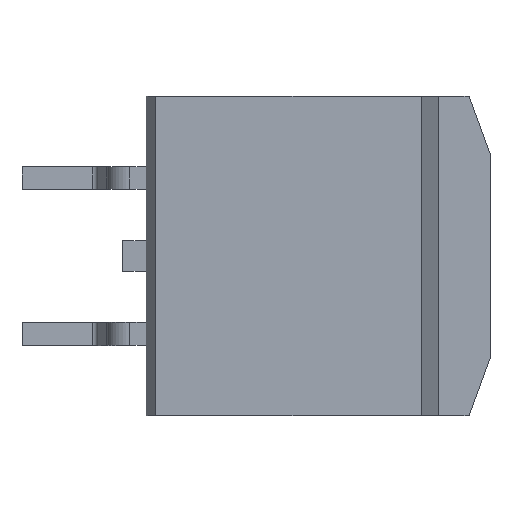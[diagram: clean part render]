
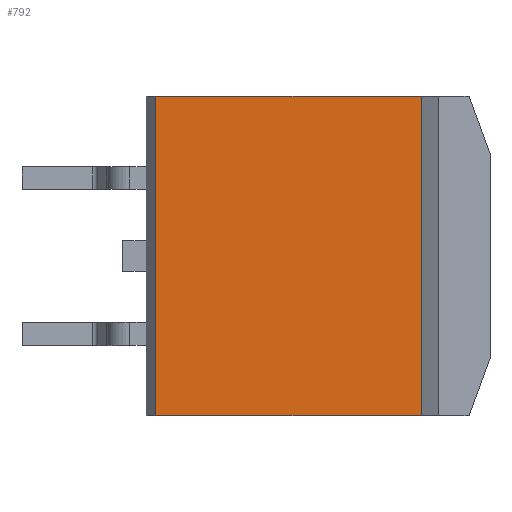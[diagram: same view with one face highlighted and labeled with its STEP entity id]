
A CAD part, top view. The second image highlights one B-rep face of the part: STEP entity #792.
In plain terms, the highlighted planar face has unit normal (0, 0, 1).
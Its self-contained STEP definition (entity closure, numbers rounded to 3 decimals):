
#664=CARTESIAN_POINT('',(-3.265,5.205,4.83));
#665=VERTEX_POINT('',#664);
#672=CARTESIAN_POINT('',(5.382,5.205,4.83));
#673=VERTEX_POINT('',#672);
#674=CARTESIAN_POINT('',(-3.265,5.205,4.83));
#675=DIRECTION('',(1.0,0.0,0.0));
#676=VECTOR('',#675,8.647);
#677=LINE('',#674,#676);
#678=EDGE_CURVE('',#665,#673,#677,.T.);
#744=CARTESIAN_POINT('',(5.382,-5.205,4.83));
#745=VERTEX_POINT('',#744);
#752=CARTESIAN_POINT('',(-3.265,-5.205,4.83));
#753=VERTEX_POINT('',#752);
#754=CARTESIAN_POINT('',(-3.265,-5.205,4.83));
#755=DIRECTION('',(1.0,0.0,0.0));
#756=VECTOR('',#755,8.647);
#757=LINE('',#754,#756);
#758=EDGE_CURVE('',#753,#745,#757,.T.);
#771=CARTESIAN_POINT('',(-3.296,5.335,4.83));
#772=DIRECTION('',(0.0,0.0,1.0));
#773=DIRECTION('',(1.0,0.0,0.0));
#774=AXIS2_PLACEMENT_3D('',#771,#772,#773);
#775=PLANE('',#774);
#776=ORIENTED_EDGE('',*,*,#758,.T.);
#777=CARTESIAN_POINT('',(5.382,-5.205,4.83));
#778=DIRECTION('',(0.0,1.0,0.0));
#779=VECTOR('',#778,10.41);
#780=LINE('',#777,#779);
#781=EDGE_CURVE('',#673,#745,#780,.F.);
#782=ORIENTED_EDGE('',*,*,#781,.F.);
#783=ORIENTED_EDGE('',*,*,#678,.F.);
#784=CARTESIAN_POINT('',(-3.265,-5.205,4.83));
#785=DIRECTION('',(0.0,1.0,0.0));
#786=VECTOR('',#785,10.41);
#787=LINE('',#784,#786);
#788=EDGE_CURVE('',#665,#753,#787,.F.);
#789=ORIENTED_EDGE('',*,*,#788,.T.);
#790=EDGE_LOOP('',(#776,#782,#783,#789));
#791=FACE_OUTER_BOUND('',#790,.T.);
#792=ADVANCED_FACE('',(#791),#775,.T.);
